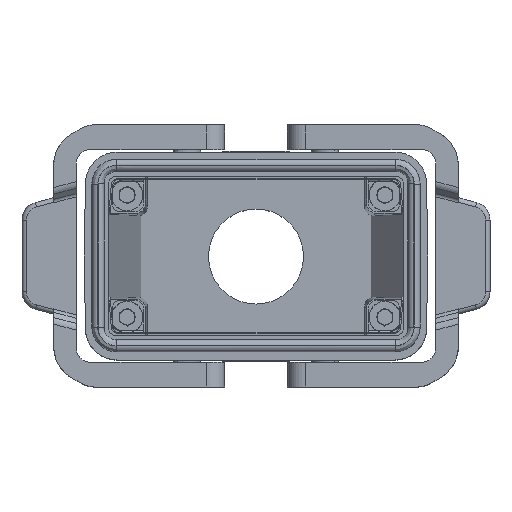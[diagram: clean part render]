
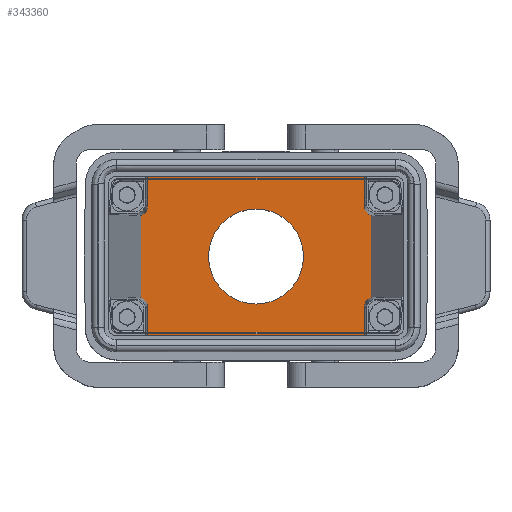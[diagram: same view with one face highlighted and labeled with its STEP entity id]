
A CAD part, top view. The second image highlights one B-rep face of the part: STEP entity #343360.
In plain terms, the highlighted face is planar.
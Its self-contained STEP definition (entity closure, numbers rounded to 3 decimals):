
#19650=CARTESIAN_POINT('',(-52.704,-90.1,
-79.097));
#19660=VERTEX_POINT('',#19650);
#19820=CARTESIAN_POINT('',(-51.269,-90.1,-81.016
));
#19830=VERTEX_POINT('',#19820);
#19860=CARTESIAN_POINT('',(-53.269,-90.1,
-81.016));
#19870=DIRECTION('',(0.,-1.,0.));
#19880=DIRECTION('',(-0.707,0.,
-0.707));
#19890=AXIS2_PLACEMENT_3D('',#19860,#19870,#19880);
#19900=ELLIPSE('',#19890,2.,2.);
#19910=EDGE_CURVE('',#19830,#19660,#19900,.T.);
#20120=CARTESIAN_POINT('',(-3.238,-90.1,
-87.596));
#20130=VERTEX_POINT('',#20120);
#20300=CARTESIAN_POINT('',(-3.238,-90.1,
-81.016));
#20310=VERTEX_POINT('',#20300);
#20340=CARTESIAN_POINT('',(-3.238,-90.1,0.));
#20350=DIRECTION('',(0.,0.,-1.));
#20360=VECTOR('',#20350,1.);
#20370=LINE('',#20340,#20360);
#20380=EDGE_CURVE('',#20310,#20130,#20370,.T.);
#32930=CARTESIAN_POINT('',(-1.803,-90.1,
-79.097));
#32940=VERTEX_POINT('',#32930);
#32970=CARTESIAN_POINT('',(-1.238,-90.1,
-81.016));
#32980=DIRECTION('',(0.,-1.,0.));
#32990=DIRECTION('',(-0.707,0.,
0.707));
#33000=AXIS2_PLACEMENT_3D('',#32970,#32980,#32990);
#33010=ELLIPSE('',#33000,2.,2.);
#33020=EDGE_CURVE('',#32940,#20310,#33010,.T.);
#38960=CARTESIAN_POINT('',(-51.269,-90.1,
-87.596));
#38970=VERTEX_POINT('',#38960);
#39000=CARTESIAN_POINT('',(-51.269,-90.1,0.));
#39010=DIRECTION('',(0.,0.,1.));
#39020=VECTOR('',#39010,1.);
#39030=LINE('',#39000,#39020);
#39040=EDGE_CURVE('',#38970,#19830,#39030,.T.);
#40560=CARTESIAN_POINT('',(-52.704,-90.1,0.));
#40570=DIRECTION('',(0.,0.,-1.));
#40580=VECTOR('',#40570,1.);
#40590=LINE('',#40560,#40580);
#40600=CARTESIAN_POINT('',(-52.704,-90.1,
-60.903));
#40610=VERTEX_POINT('',#40600);
#40620=EDGE_CURVE('',#40610,#19660,#40590,.T.);
#45040=CARTESIAN_POINT('',(-51.269,-90.1,
-52.404));
#45050=VERTEX_POINT('',#45040);
#45130=CARTESIAN_POINT('',(-51.269,-90.1,
-58.984));
#45140=VERTEX_POINT('',#45130);
#45170=CARTESIAN_POINT('',(-51.269,-90.1,0.));
#45180=DIRECTION('',(0.,0.,1.));
#45190=VECTOR('',#45180,1.);
#45200=LINE('',#45170,#45190);
#45210=EDGE_CURVE('',#45140,#45050,#45200,.T.);
#52790=CARTESIAN_POINT('',(-53.269,-90.1,
-58.984));
#52800=DIRECTION('',(0.,-1.,0.));
#52810=DIRECTION('',(0.707,0.,
-0.707));
#52820=AXIS2_PLACEMENT_3D('',#52790,#52800,#52810);
#52830=ELLIPSE('',#52820,2.,2.);
#52840=EDGE_CURVE('',#40610,#45140,#52830,.T.);
#53070=CARTESIAN_POINT('',(-3.238,-90.1,
-58.984));
#53080=VERTEX_POINT('',#53070);
#53160=CARTESIAN_POINT('',(-3.238,-90.1,
-52.404));
#53170=VERTEX_POINT('',#53160);
#53200=CARTESIAN_POINT('',(-3.238,-90.1,0.));
#53210=DIRECTION('',(0.,0.,-1.));
#53220=VECTOR('',#53210,1.);
#53230=LINE('',#53200,#53220);
#53240=EDGE_CURVE('',#53170,#53080,#53230,.T.);
#54490=CARTESIAN_POINT('',(-1.803,-90.1,
-60.903));
#54500=VERTEX_POINT('',#54490);
#54530=CARTESIAN_POINT('',(-1.803,-90.1,0.));
#54540=DIRECTION('',(0.,0.,-1.));
#54550=VECTOR('',#54540,1.);
#54560=LINE('',#54530,#54550);
#54570=EDGE_CURVE('',#54500,#32940,#54560,.T.);
#75180=CARTESIAN_POINT('',(-1.238,-90.1,
-58.984));
#75190=DIRECTION('',(0.,-1.,0.));
#75200=DIRECTION('',(-0.707,0.,
-0.707));
#75210=AXIS2_PLACEMENT_3D('',#75180,#75190,#75200);
#75220=ELLIPSE('',#75210,2.,2.);
#75230=EDGE_CURVE('',#53080,#54500,#75220,.T.);
#321790=CARTESIAN_POINT('',(0.,-90.1,-52.404));
#321800=DIRECTION('',(-1.,0.,0.));
#321810=VECTOR('',#321800,1.);
#321820=LINE('',#321790,#321810);
#321830=EDGE_CURVE('',#53170,#45050,#321820,.T.);
#331530=CARTESIAN_POINT('',(0.,-90.1,-87.596));
#331540=DIRECTION('',(1.,0.,0.));
#331550=VECTOR('',#331540,1.);
#331560=LINE('',#331530,#331550);
#331570=EDGE_CURVE('',#38970,#20130,#331560,.T.);
#341580=CARTESIAN_POINT('',(-37.753,-90.1,-70.));
#341590=VERTEX_POINT('',#341580);
#341670=CARTESIAN_POINT('',(-16.753,-90.1,-70.));
#341680=VERTEX_POINT('',#341670);
#341710=CARTESIAN_POINT('',(-27.253,-90.1,-70.));
#341720=DIRECTION('',(0.,-1.,0.));
#341730=DIRECTION('',(-1.,0.,0.));
#341740=AXIS2_PLACEMENT_3D('',#341710,#341720,#341730);
#341750=CIRCLE('',#341740,10.5);
#341760=EDGE_CURVE('',#341680,#341590,#341750,.T.);
#343120=CARTESIAN_POINT('',(-20.753,-90.1,-70.));
#343130=DIRECTION('',(0.,-1.,0.));
#343140=DIRECTION('',(-1.,0.,0.));
#343150=AXIS2_PLACEMENT_3D('',#343120,#343130,#343140);
#343160=PLANE('',#343150);
#343170=EDGE_CURVE('',#341590,#341680,#341750,.T.);
#343180=ORIENTED_EDGE('',*,*,#343170,.T.);
#343190=ORIENTED_EDGE('',*,*,#341760,.T.);
#343200=EDGE_LOOP('',(#343190,#343180));
#343210=FACE_BOUND('',#343200,.T.);
#343220=ORIENTED_EDGE('',*,*,#321830,.F.);
#343230=ORIENTED_EDGE('',*,*,#45210,.T.);
#343240=ORIENTED_EDGE('',*,*,#52840,.T.);
#343250=ORIENTED_EDGE('',*,*,#40620,.F.);
#343260=ORIENTED_EDGE('',*,*,#19910,.T.);
#343270=ORIENTED_EDGE('',*,*,#39040,.T.);
#343280=ORIENTED_EDGE('',*,*,#331570,.F.);
#343290=ORIENTED_EDGE('',*,*,#20380,.T.);
#343300=ORIENTED_EDGE('',*,*,#33020,.T.);
#343310=ORIENTED_EDGE('',*,*,#54570,.T.);
#343320=ORIENTED_EDGE('',*,*,#75230,.T.);
#343330=ORIENTED_EDGE('',*,*,#53240,.T.);
#343340=EDGE_LOOP('',(#343330,#343320,#343310,#343300,#343290,#343280,
#343270,#343260,#343250,#343240,#343230,#343220));
#343350=FACE_OUTER_BOUND('',#343340,.T.);
#343360=ADVANCED_FACE('',(#343210,#343350),#343160,.F.);
